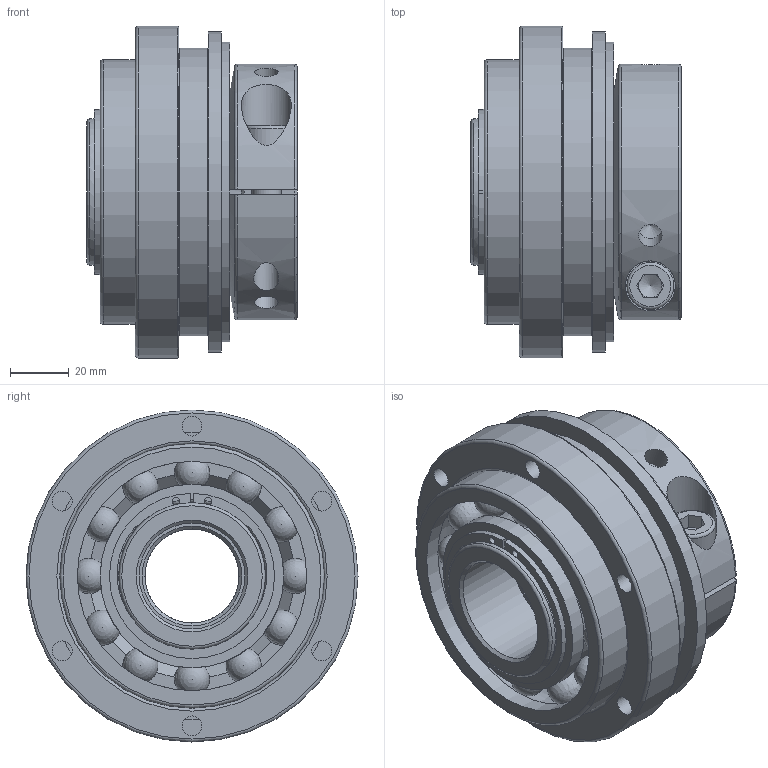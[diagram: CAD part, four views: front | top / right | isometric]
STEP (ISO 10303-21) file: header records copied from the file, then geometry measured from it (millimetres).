
FILE_DESCRIPTION( ( 'Unknown' ), '1' );
FILE_NAME( 'SKB 330.stp', 'Unknown', ( 'Unknown' ), ( 'Unknown' ), 'PSStep 10.1', 'Unknown', ' ' );
FILE_SCHEMA( ( 'AUTOMOTIVE_DESIGN { 1 0 10303 214 1 1 1 1 }' ) );
Length unit declared in the file: millimetre
Products named in the file (1): SKB 330
Bounding box: 71.6 x 113 x 113 mm (x, y, z)
Volume: 392564.6 mm3; surface area: 90136.3 mm2
Topology: 1 solids, 2 shells, 221 faces, 687 edges, 441 vertices
Faces by surface type: plane 90, cylinder 53, torus 44, cone 20, sphere 12, bspline 2
Full cylindrical faces by diameter (mm): 2.5 x2, 5 x1, 6.8 x6, 8 x3, 8.5 x1, 10 x1, 10.5 x1, 16 x1, 17 x1, 32 x1, 36 x1, 47.5 x1, 49.8 x1, 50 x2, 62 x1, 62.5 x2, 78.1 x2, 90 x2, 93.5 x1, 94 x1, 97.9 x1, 102 x1, 109 x1, 113 x1
Entity records: 10339 total; most frequent: CARTESIAN_POINT 3055, ORIENTED_EDGE 1130, DIRECTION 1102, EDGE_CURVE 565, AXIS2_PLACEMENT_3D 458, VERTEX_POINT 390, EDGE_LOOP 325, FACE_OUTER_BOUND 255
